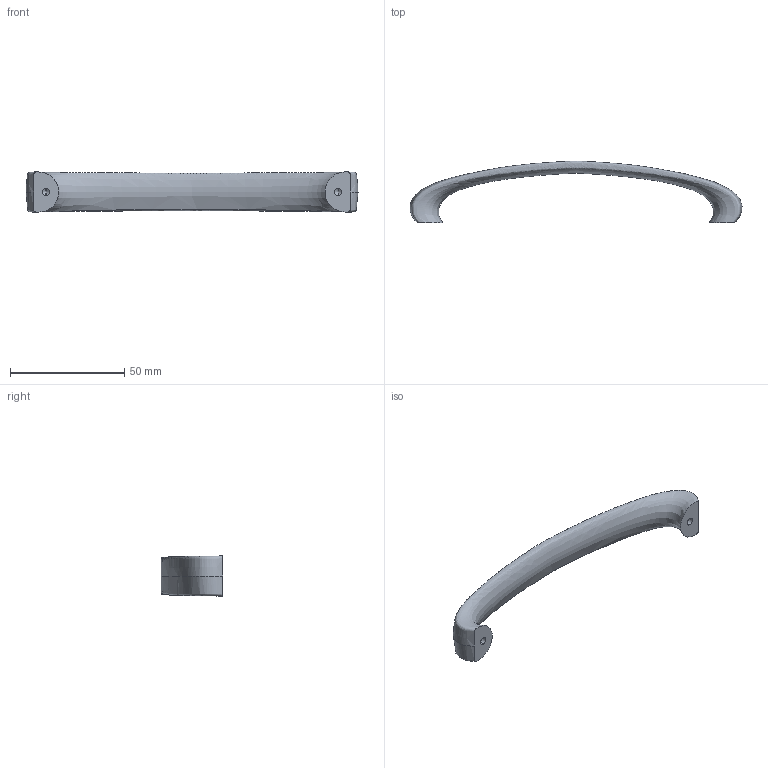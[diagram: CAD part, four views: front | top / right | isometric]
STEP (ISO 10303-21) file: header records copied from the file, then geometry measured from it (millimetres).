
FILE_DESCRIPTION (( 'STEP AP214' ), '1' );
FILE_NAME ('F002596,F002598_3D.step', '2022-07-07T08:10:37', ( '' ), ( '' ), 'SwSTEP 2.0', 'SolidWorks 2020', '' );
FILE_SCHEMA (( 'AUTOMOTIVE_DESIGN' ));
Length unit declared in the file: millimetre
Products named in the file (1): F002596,F002598_3D
Bounding box: 145.48 x 27 x 17.6 mm (x, y, z)
Volume: 14721.9 mm3; surface area: 7015.1 mm2
Topology: 1 solids, 1 shells, 12 faces, 38 edges, 26 vertices
Faces by surface type: cylinder 4, cone 4, plane 2, bspline 2
Entity records: 3458 total; most frequent: CARTESIAN_POINT 3089, ORIENTED_EDGE 68, DIRECTION 46, EDGE_CURVE 34, VERTEX_POINT 26, AXIS2_PLACEMENT_3D 19, B_SPLINE_CURVE_WITH_KNOTS 18, EDGE_LOOP 14
